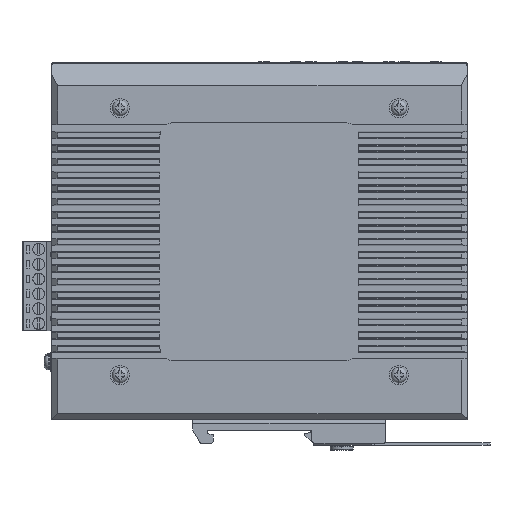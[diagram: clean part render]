
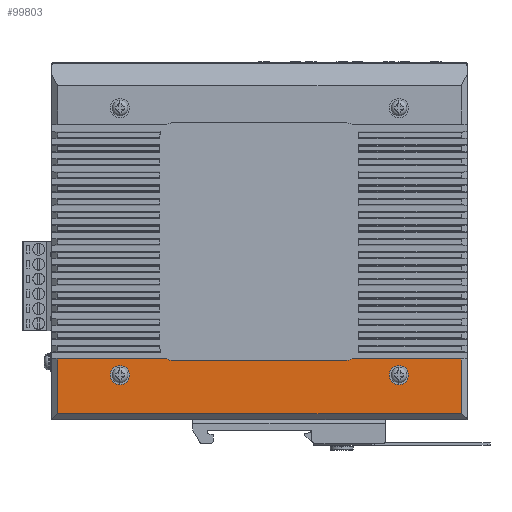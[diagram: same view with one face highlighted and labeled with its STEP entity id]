
A CAD part, left-side view. The second image highlights one B-rep face of the part: STEP entity #99803.
In plain terms, the highlighted planar face has unit normal (-1, 0, 0).
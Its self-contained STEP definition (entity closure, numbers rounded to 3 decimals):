
#564 = ORIENTED_EDGE ( 'NONE', *, *, #90539, .F. ) ;
#1003 = DIRECTION ( 'NONE',  ( 0., 0., 1. ) ) ;
#2024 = CARTESIAN_POINT ( 'NONE',  ( -47., 38.657, -220.686 ) ) ;
#5963 = EDGE_LOOP ( 'NONE', ( #147078, #137453 ) ) ;
#7128 = VECTOR ( 'NONE', #134224, 1000. ) ;
#7867 = CARTESIAN_POINT ( 'NONE',  ( -47., 40.5, -217.136 ) ) ;
#10875 = CIRCLE ( 'NONE', #82367, 3.25 ) ;
#12010 = CARTESIAN_POINT ( 'NONE',  ( -47., 138., -240.136 ) ) ;
#14141 = DIRECTION ( 'NONE',  ( -1., 0., 0. ) ) ;
#14605 = PLANE ( 'NONE',  #58187 ) ;
#15516 = VERTEX_POINT ( 'NONE', #59907 ) ;
#17376 = CARTESIAN_POINT ( 'NONE',  ( -47., 117., -229.386 ) ) ;
#19161 = VERTEX_POINT ( 'NONE', #2024 ) ;
#19224 = ORIENTED_EDGE ( 'NONE', *, *, #149226, .T. ) ;
#19397 = VERTEX_POINT ( 'NONE', #156156 ) ;
#23835 = VERTEX_POINT ( 'NONE', #150399 ) ;
#23868 = VERTEX_POINT ( 'NONE', #151988 ) ;
#27365 = FACE_BOUND ( 'NONE', #5963, .T. ) ;
#27663 = VECTOR ( 'NONE', #115928, 1000. ) ;
#27989 = EDGE_CURVE ( 'NONE', #96350, #19397, #155743, .T. ) ;
#32027 = VECTOR ( 'NONE', #119903, 1000. ) ;
#34403 = CARTESIAN_POINT ( 'NONE',  ( -47., 99.5, -221.136 ) ) ;
#36910 = EDGE_CURVE ( 'NONE', #15516, #37592, #47184, .T. ) ;
#37592 = VERTEX_POINT ( 'NONE', #89105 ) ;
#38993 = CARTESIAN_POINT ( 'NONE',  ( -47., 23., -229.386 ) ) ;
#40202 = CIRCLE ( 'NONE', #70817, 3.25 ) ;
#40222 = EDGE_CURVE ( 'NONE', #23835, #19161, #71890, .T. ) ;
#42229 = DIRECTION ( 'NONE',  ( 0., 0., 1. ) ) ;
#43406 = AXIS2_PLACEMENT_3D ( 'NONE', #46783, #52045, #1003 ) ;
#45523 = DIRECTION ( 'NONE',  ( 0., 0., 1. ) ) ;
#46783 = CARTESIAN_POINT ( 'NONE',  ( -47., 23., -226.136 ) ) ;
#47184 = LINE ( 'NONE', #34403, #32027 ) ;
#47317 = DIRECTION ( 'NONE',  ( 0., 0., 1. ) ) ;
#52045 = DIRECTION ( 'NONE',  ( -1., 0., 0. ) ) ;
#52642 = CIRCLE ( 'NONE', #144691, 4. ) ;
#53018 = VERTEX_POINT ( 'NONE', #103300 ) ;
#54177 = CARTESIAN_POINT ( 'NONE',  ( -47., 117., -226.136 ) ) ;
#55109 = ORIENTED_EDGE ( 'NONE', *, *, #40222, .T. ) ;
#56334 = EDGE_CURVE ( 'NONE', #23868, #114943, #40202, .T. ) ;
#58187 = AXIS2_PLACEMENT_3D ( 'NONE', #63305, #72967, #121722 ) ;
#59907 = CARTESIAN_POINT ( 'NONE',  ( -47., 99.5, -221.136 ) ) ;
#60850 = EDGE_CURVE ( 'NONE', #63725, #102409, #119234, .T. ) ;
#62701 = DIRECTION ( 'NONE',  ( 0., -1., 0. ) ) ;
#62825 = DIRECTION ( 'NONE',  ( 0., 0., -1. ) ) ;
#63305 = CARTESIAN_POINT ( 'NONE',  ( -47., 70., -181.136 ) ) ;
#63725 = VERTEX_POINT ( 'NONE', #119678 ) ;
#64839 = VECTOR ( 'NONE', #62701, 1000. ) ;
#67167 = ORIENTED_EDGE ( 'NONE', *, *, #79919, .T. ) ;
#70817 = AXIS2_PLACEMENT_3D ( 'NONE', #54177, #139772, #42229 ) ;
#71890 = LINE ( 'NONE', #133409, #145371 ) ;
#72078 = CARTESIAN_POINT ( 'NONE',  ( -47., 23., -226.136 ) ) ;
#72967 = DIRECTION ( 'NONE',  ( -1., 0., 0. ) ) ;
#73844 = ORIENTED_EDGE ( 'NONE', *, *, #60850, .T. ) ;
#74843 = CARTESIAN_POINT ( 'NONE',  ( -47., 99.5, -217.136 ) ) ;
#75343 = FACE_OUTER_BOUND ( 'NONE', #89005, .T. ) ;
#76977 = ORIENTED_EDGE ( 'NONE', *, *, #128278, .F. ) ;
#79423 = CIRCLE ( 'NONE', #150928, 3.25 ) ;
#79919 = EDGE_CURVE ( 'NONE', #102409, #53018, #120662, .T. ) ;
#81561 = CARTESIAN_POINT ( 'NONE',  ( -47., 2., -220.486 ) ) ;
#82367 = AXIS2_PLACEMENT_3D ( 'NONE', #72078, #144088, #47317 ) ;
#82770 = CARTESIAN_POINT ( 'NONE',  ( -47., 2., -239.136 ) ) ;
#83036 = DIRECTION ( 'NONE',  ( -1., 0., 0. ) ) ;
#89005 = EDGE_LOOP ( 'NONE', ( #564, #73844, #67167, #19224, #93363, #55109, #76977, #131424 ) ) ;
#89105 = CARTESIAN_POINT ( 'NONE',  ( -47., 40.5, -221.136 ) ) ;
#90539 = EDGE_CURVE ( 'NONE', #63725, #15516, #91516, .T. ) ;
#91516 = CIRCLE ( 'NONE', #96577, 4. ) ;
#93363 = ORIENTED_EDGE ( 'NONE', *, *, #152289, .T. ) ;
#96350 = VERTEX_POINT ( 'NONE', #38993 ) ;
#96577 = AXIS2_PLACEMENT_3D ( 'NONE', #74843, #14141, #62825 ) ;
#99803 = ADVANCED_FACE ( 'NONE', ( #75343, #124073, #27365 ), #14605, .T. ) ;
#102409 = VERTEX_POINT ( 'NONE', #104181 ) ;
#103300 = CARTESIAN_POINT ( 'NONE',  ( -47., 138., -239.136 ) ) ;
#103724 = DIRECTION ( 'NONE',  ( -1., 0., 0. ) ) ;
#104181 = CARTESIAN_POINT ( 'NONE',  ( -47., 138., -220.686 ) ) ;
#105622 = CARTESIAN_POINT ( 'NONE',  ( -47., 138., -220.686 ) ) ;
#106258 = LINE ( 'NONE', #81561, #27663 ) ;
#106854 = DIRECTION ( 'NONE',  ( 0., 0., 1. ) ) ;
#114943 = VERTEX_POINT ( 'NONE', #17376 ) ;
#115928 = DIRECTION ( 'NONE',  ( 0., 0., 1. ) ) ;
#119234 = LINE ( 'NONE', #105622, #130887 ) ;
#119678 = CARTESIAN_POINT ( 'NONE',  ( -47., 101.343, -220.686 ) ) ;
#119903 = DIRECTION ( 'NONE',  ( 0., -1., 0. ) ) ;
#120429 = ORIENTED_EDGE ( 'NONE', *, *, #155330, .F. ) ;
#120662 = LINE ( 'NONE', #12010, #7128 ) ;
#121722 = DIRECTION ( 'NONE',  ( 0., 0., 1. ) ) ;
#124073 = FACE_BOUND ( 'NONE', #148480, .T. ) ;
#124647 = EDGE_CURVE ( 'NONE', #19397, #96350, #10875, .T. ) ;
#126168 = ORIENTED_EDGE ( 'NONE', *, *, #56334, .F. ) ;
#128278 = EDGE_CURVE ( 'NONE', #37592, #19161, #52642, .T. ) ;
#130887 = VECTOR ( 'NONE', #154496, 1000. ) ;
#131424 = ORIENTED_EDGE ( 'NONE', *, *, #36910, .F. ) ;
#133409 = CARTESIAN_POINT ( 'NONE',  ( -47., 138., -220.686 ) ) ;
#134224 = DIRECTION ( 'NONE',  ( 0., 0., -1. ) ) ;
#137453 = ORIENTED_EDGE ( 'NONE', *, *, #27989, .F. ) ;
#139239 = CARTESIAN_POINT ( 'NONE',  ( -47., 1., -239.136 ) ) ;
#139772 = DIRECTION ( 'NONE',  ( -1., 0., 0. ) ) ;
#142323 = DIRECTION ( 'NONE',  ( 0., 1., 0. ) ) ;
#143849 = CARTESIAN_POINT ( 'NONE',  ( -47., 117., -226.136 ) ) ;
#144088 = DIRECTION ( 'NONE',  ( -1., 0., 0. ) ) ;
#144597 = VERTEX_POINT ( 'NONE', #82770 ) ;
#144691 = AXIS2_PLACEMENT_3D ( 'NONE', #7867, #103724, #106854 ) ;
#145371 = VECTOR ( 'NONE', #142323, 1000. ) ;
#147078 = ORIENTED_EDGE ( 'NONE', *, *, #124647, .F. ) ;
#147498 = LINE ( 'NONE', #139239, #64839 ) ;
#148480 = EDGE_LOOP ( 'NONE', ( #126168, #120429 ) ) ;
#149226 = EDGE_CURVE ( 'NONE', #53018, #144597, #147498, .T. ) ;
#150399 = CARTESIAN_POINT ( 'NONE',  ( -47., 2., -220.686 ) ) ;
#150928 = AXIS2_PLACEMENT_3D ( 'NONE', #143849, #83036, #45523 ) ;
#151988 = CARTESIAN_POINT ( 'NONE',  ( -47., 117., -222.886 ) ) ;
#152289 = EDGE_CURVE ( 'NONE', #144597, #23835, #106258, .T. ) ;
#154496 = DIRECTION ( 'NONE',  ( 0., 1., 0. ) ) ;
#155330 = EDGE_CURVE ( 'NONE', #114943, #23868, #79423, .T. ) ;
#155743 = CIRCLE ( 'NONE', #43406, 3.25 ) ;
#156156 = CARTESIAN_POINT ( 'NONE',  ( -47., 23., -222.886 ) ) ;
